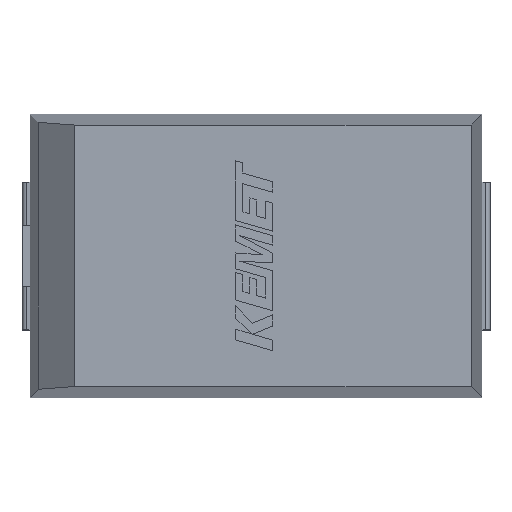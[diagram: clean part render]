
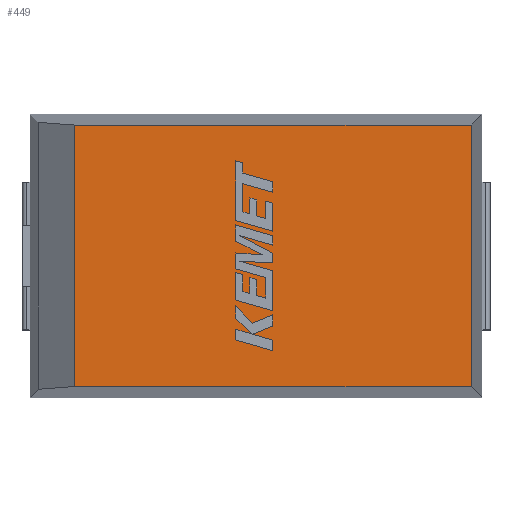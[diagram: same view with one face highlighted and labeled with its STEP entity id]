
A CAD part, top view. The second image highlights one B-rep face of the part: STEP entity #449.
In plain terms, the highlighted planar face has unit normal (0, 0, 1).
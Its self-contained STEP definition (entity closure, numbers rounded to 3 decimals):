
#324 = VERTEX_POINT('',#325);
#325 = CARTESIAN_POINT('',(3.459,2.135,4.)
  );
#331 = EDGE_CURVE('',#332,#324,#334,.T.);
#332 = VERTEX_POINT('',#333);
#333 = CARTESIAN_POINT('',(3.459,-2.111,4.
    ));
#334 = LINE('',#335,#336);
#335 = CARTESIAN_POINT('',(3.459,2.312,4.)
  );
#336 = VECTOR('',#337,1.);
#337 = DIRECTION('',(0.,1.,0.));
#364 = VERTEX_POINT('',#365);
#365 = CARTESIAN_POINT('',(-2.977,2.135,4.)
  );
#371 = EDGE_CURVE('',#324,#364,#372,.T.);
#372 = LINE('',#373,#374);
#373 = CARTESIAN_POINT('',(-3.704,2.135,4.
    ));
#374 = VECTOR('',#375,1.);
#375 = DIRECTION('',(-1.,0.,0.));
#423 = EDGE_CURVE('',#424,#332,#426,.T.);
#424 = VERTEX_POINT('',#425);
#425 = CARTESIAN_POINT('',(-2.977,-2.111,4.
    ));
#426 = LINE('',#427,#428);
#427 = CARTESIAN_POINT('',(-3.704,-2.111,
    4.));
#428 = VECTOR('',#429,1.);
#429 = DIRECTION('',(1.,0.,0.));
#449 = ADVANCED_FACE('',(#450),#461,.T.);
#450 = FACE_BOUND('',#451,.T.);
#451 = EDGE_LOOP('',(#452,#453,#459,#460));
#452 = ORIENTED_EDGE('',*,*,#371,.T.);
#453 = ORIENTED_EDGE('',*,*,#454,.T.);
#454 = EDGE_CURVE('',#364,#424,#455,.T.);
#455 = LINE('',#456,#457);
#456 = CARTESIAN_POINT('',(-2.977,-2.111,4.
    ));
#457 = VECTOR('',#458,1.);
#458 = DIRECTION('',(0.,-1.,0.));
#459 = ORIENTED_EDGE('',*,*,#423,.T.);
#460 = ORIENTED_EDGE('',*,*,#331,.T.);
#461 = PLANE('',#462);
#462 = AXIS2_PLACEMENT_3D('',#463,#464,#465);
#463 = CARTESIAN_POINT('',(-0.034,0.012,
    4.));
#464 = DIRECTION('',(0.,0.,1.));
#465 = DIRECTION('',(0.,1.,0.));
